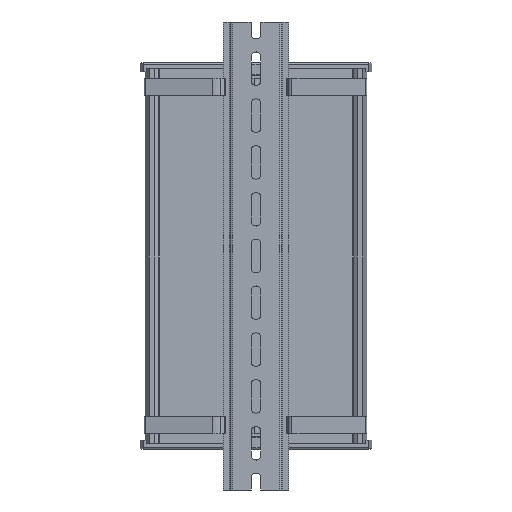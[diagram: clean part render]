
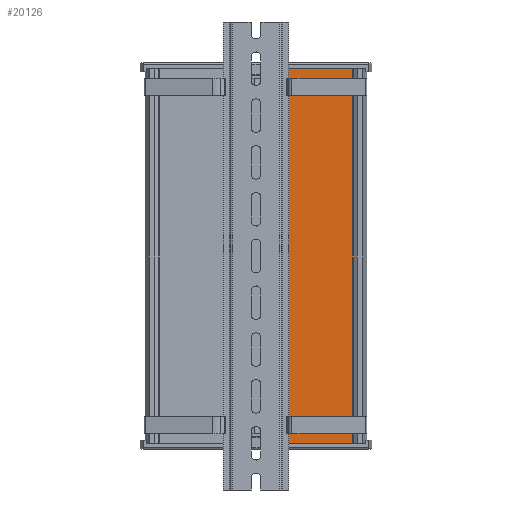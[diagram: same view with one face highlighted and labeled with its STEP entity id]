
A CAD part, front view. The second image highlights one B-rep face of the part: STEP entity #20126.
In plain terms, the highlighted planar face has unit normal (0, -1, 0).
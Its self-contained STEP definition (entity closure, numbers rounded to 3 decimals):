
#606 = EDGE_CURVE ( 'NONE', #23034, #8585, #17576, .T. ) ;
#964 = VECTOR ( 'NONE', #967, 1000. ) ;
#967 = DIRECTION ( 'NONE',  ( 1., 0., 0. ) ) ;
#1255 = DIRECTION ( 'NONE',  ( 1., 0., 0. ) ) ;
#1551 = AXIS2_PLACEMENT_3D ( 'NONE', #1855, #28209, #8281 ) ;
#1661 = LINE ( 'NONE', #14079, #964 ) ;
#1855 = CARTESIAN_POINT ( 'NONE',  ( 6.025, -1.653, -200. ) ) ;
#3345 = CARTESIAN_POINT ( 'NONE',  ( 6.025, -1.653, -200. ) ) ;
#5347 = DIRECTION ( 'NONE',  ( 0., 0., 1. ) ) ;
#5446 = EDGE_CURVE ( 'NONE', #23034, #15305, #1661, .T. ) ;
#6502 = CARTESIAN_POINT ( 'NONE',  ( 51.609, -1.653, -200. ) ) ;
#7704 = CARTESIAN_POINT ( 'NONE',  ( 51.609, -1.653, -200. ) ) ;
#8281 = DIRECTION ( 'NONE',  ( 0., 0., -1. ) ) ;
#8560 = EDGE_CURVE ( 'NONE', #15305, #27965, #21913, .T. ) ;
#8585 = VERTEX_POINT ( 'NONE', #23401 ) ;
#8709 = ORIENTED_EDGE ( 'NONE', *, *, #606, .F. ) ;
#9264 = ORIENTED_EDGE ( 'NONE', *, *, #8560, .T. ) ;
#10846 = EDGE_LOOP ( 'NONE', ( #17859, #8709, #13009, #9264 ) ) ;
#11056 = VECTOR ( 'NONE', #5347, 1000. ) ;
#12416 = FACE_OUTER_BOUND ( 'NONE', #10846, .T. ) ;
#13009 = ORIENTED_EDGE ( 'NONE', *, *, #5446, .T. ) ;
#13693 = EDGE_CURVE ( 'NONE', #8585, #27965, #25187, .T. ) ;
#14079 = CARTESIAN_POINT ( 'NONE',  ( 6.025, -1.653, -200. ) ) ;
#15305 = VERTEX_POINT ( 'NONE', #7704 ) ;
#16080 = VECTOR ( 'NONE', #23793, 1000. ) ;
#17576 = LINE ( 'NONE', #22800, #11056 ) ;
#17859 = ORIENTED_EDGE ( 'NONE', *, *, #13693, .F. ) ;
#18686 = CARTESIAN_POINT ( 'NONE',  ( 6.025, -1.653, 0. ) ) ;
#19182 = PLANE ( 'NONE',  #1551 ) ;
#20126 = ADVANCED_FACE ( 'NONE', ( #12416 ), #19182, .T. ) ;
#21913 = LINE ( 'NONE', #6502, #16080 ) ;
#22800 = CARTESIAN_POINT ( 'NONE',  ( 6.025, -1.653, -200. ) ) ;
#23034 = VERTEX_POINT ( 'NONE', #3345 ) ;
#23401 = CARTESIAN_POINT ( 'NONE',  ( 6.025, -1.653, 0. ) ) ;
#23793 = DIRECTION ( 'NONE',  ( 0., 0., 1. ) ) ;
#25187 = LINE ( 'NONE', #18686, #28267 ) ;
#26824 = CARTESIAN_POINT ( 'NONE',  ( 51.609, -1.653, 0. ) ) ;
#27965 = VERTEX_POINT ( 'NONE', #26824 ) ;
#28209 = DIRECTION ( 'NONE',  ( 0., -1., 0. ) ) ;
#28267 = VECTOR ( 'NONE', #1255, 1000. ) ;
